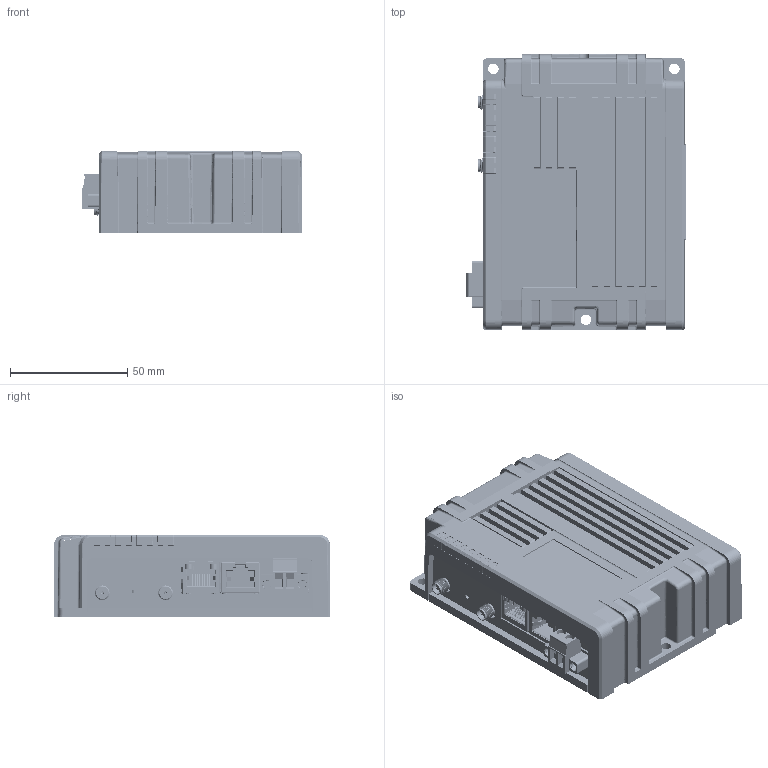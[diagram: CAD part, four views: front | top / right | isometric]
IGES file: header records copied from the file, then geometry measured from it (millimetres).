
Start section: SolidWorks IGES file using analytic representation for surfaces
Global section: file name: IGS FILE_IX10 ENCLOSURE ASSEMBLY_2020.07.29.IGS; native system: SolidWorks 2020; preprocessor: SolidWorks 2020; author: terei; date: 200728.220434; units: millimetre
Bounding box: 93.48 x 118 x 35 mm (x, y, z)
Surface area: 130738.2 mm2 (no closed solid volume)
Topology: 0 solids, 0 shells, 4865 faces, 43680 edges, 43575 vertices
Faces by surface type: bspline 3246, revolution 1619
